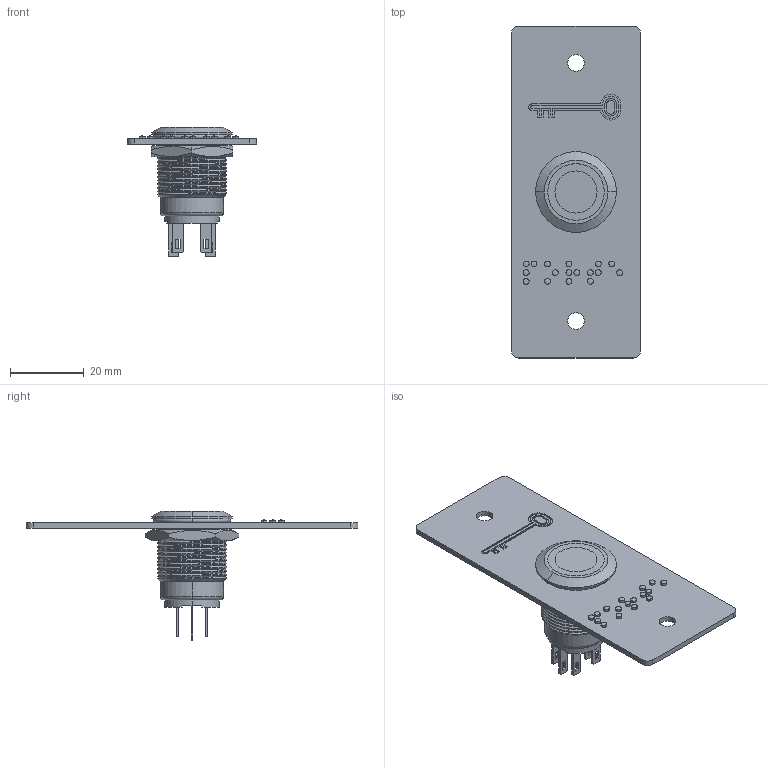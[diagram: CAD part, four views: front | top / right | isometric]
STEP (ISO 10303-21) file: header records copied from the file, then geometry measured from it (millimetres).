
FILE_DESCRIPTION (( 'STEP AP214' ), '1' );
FILE_NAME ('PB19NONCB12STB.STEP', '2021-08-02T07:01:12', ( '' ), ( '' ), 'SwSTEP 2.0', 'SolidWorks 2020', '' );
FILE_SCHEMA (( 'AUTOMOTIVE_DESIGN' ));
Length unit declared in the file: millimetre
Products named in the file (6): PB19_PB19NO NC B12; BP-BOUTON POUSSOIR INOX_PB19NO NC B12; BP-JOINT_COMPRESSE; BP-FACADE MODIF_MP0504-MARQUAGE BRAILLE PORTE + CLE; PB19NONCB12STB; BP-ECROU
Assembly tree (5 placements, depth 3):
  PB19NONCB12STB
    BP-FACADE MODIF_MP0504-MARQUAGE BRAILLE PORTE + CLE
    PB19_PB19NO NC B12
      BP-BOUTON POUSSOIR INOX_PB19NO NC B12
      BP-ECROU
      BP-JOINT_COMPRESSE
Bounding box: 35 x 90 x 35 mm (x, y, z)
Volume: 11423.8 mm3; surface area: 10312.6 mm2
Topology: 4 solids, 4 shells, 390 faces, 983 edges, 654 vertices
Faces by surface type: bspline 157, plane 132, cylinder 85, cone 8, torus 8
Entity records: 22517 total; most frequent: CARTESIAN_POINT 13147, ORIENTED_EDGE 1962, DIRECTION 1225, EDGE_CURVE 981, VERTEX_POINT 650, LINE 481, VECTOR 481, EDGE_LOOP 463
